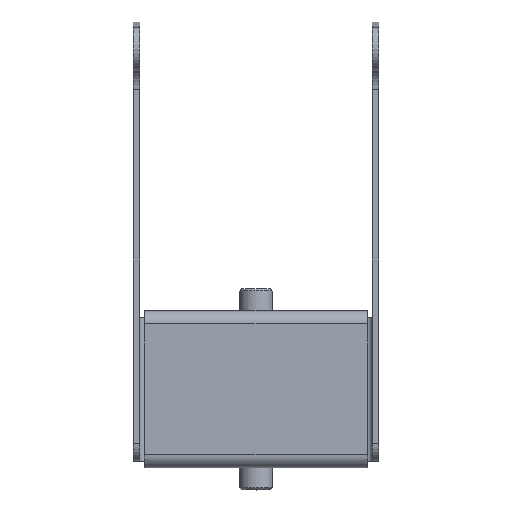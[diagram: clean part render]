
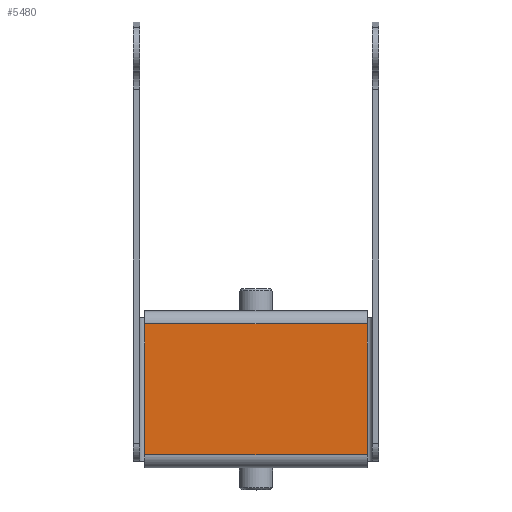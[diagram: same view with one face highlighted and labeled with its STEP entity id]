
A CAD part, top view. The second image highlights one B-rep face of the part: STEP entity #5480.
In plain terms, the highlighted face is planar.
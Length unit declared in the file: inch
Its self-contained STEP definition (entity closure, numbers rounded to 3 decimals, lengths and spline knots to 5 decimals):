
#1138=DIRECTION('',(-1.,0.,0.));
#1139=VECTOR('',#1138,2.515);
#1140=CARTESIAN_POINT('',(1.2575,0.074,-1.556));
#1141=LINE('',#1140,#1139);
#1248=DIRECTION('',(0.,0.,-1.));
#1249=VECTOR('',#1248,1.482);
#1250=CARTESIAN_POINT('',(1.2575,0.074,-0.074));
#1251=LINE('',#1250,#1249);
#1260=DIRECTION('',(0.,0.,-1.));
#1261=VECTOR('',#1260,1.482);
#1262=CARTESIAN_POINT('',(-1.2575,0.074,-0.074));
#1263=LINE('',#1262,#1261);
#1264=DIRECTION('',(1.,0.,0.));
#1265=VECTOR('',#1264,2.515);
#1266=CARTESIAN_POINT('',(-1.2575,0.074,-0.074));
#1267=LINE('',#1266,#1265);
#3400=CARTESIAN_POINT('',(-1.2575,0.074,-0.074));
#3401=VERTEX_POINT('',#3400);
#3404=CARTESIAN_POINT('',(1.2575,0.074,-0.074));
#3405=VERTEX_POINT('',#3404);
#3504=CARTESIAN_POINT('',(1.2575,0.074,-1.556));
#3505=VERTEX_POINT('',#3504);
#3508=CARTESIAN_POINT('',(-1.2575,0.074,-1.556));
#3509=VERTEX_POINT('',#3508);
#5467=CARTESIAN_POINT('',(-1.2575,0.074,0.));
#5468=DIRECTION('',(0.,-1.,0.));
#5469=DIRECTION('',(1.,0.,0.));
#5470=AXIS2_PLACEMENT_3D('',#5467,#5468,#5469);
#5471=PLANE('',#5470);
#5472=ORIENTED_EDGE('',*,*,#5247,.F.);
#5473=ORIENTED_EDGE('',*,*,#5456,.F.);
#5475=ORIENTED_EDGE('',*,*,#5474,.F.);
#5477=ORIENTED_EDGE('',*,*,#5476,.T.);
#5478=EDGE_LOOP('',(#5472,#5473,#5475,#5477));
#5479=FACE_OUTER_BOUND('',#5478,.F.);
#5480=ADVANCED_FACE('',(#5479),#5471,.F.);
#5247=EDGE_CURVE('',#3505,#3509,#1141,.T.);
#5456=EDGE_CURVE('',#3405,#3505,#1251,.T.);
#5474=EDGE_CURVE('',#3401,#3405,#1267,.T.);
#5476=EDGE_CURVE('',#3401,#3509,#1263,.T.);
